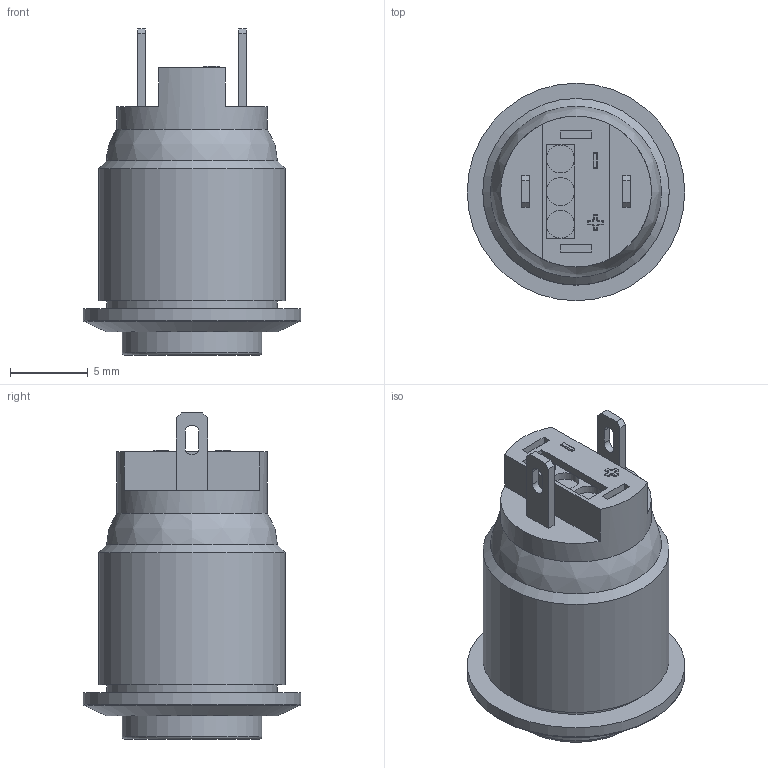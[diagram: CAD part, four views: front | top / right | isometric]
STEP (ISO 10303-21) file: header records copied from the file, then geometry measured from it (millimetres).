
FILE_DESCRIPTION((''),'2;1');
FILE_NAME('PV0H240SS.stp','2017-07-24T08:51:34',('mroman'),(''),'Autodesk Inventor 2012','Autodesk Inventor 2012','');
FILE_SCHEMA(('CONFIG_CONTROL_DESIGN'));
Length unit declared in the file: inch
Products named in the file (1): Part32
Bounding box: 14 x 14 x 21 mm (x, y, z)
Volume: 1751.9 mm3; surface area: 1000.8 mm2
Topology: 1 solids, 1 shells, 133 faces, 312 edges, 188 vertices
Faces by surface type: plane 68, cylinder 44, sphere 12, torus 6, cone 2, bspline 1
Full cylindrical faces by diameter (mm): 1.8 x3, 9 x1, 9.7 x1, 11 x1, 12 x1, 14 x1
Entity records: 3663 total; most frequent: DIRECTION 658, CARTESIAN_POINT 628, ORIENTED_EDGE 576, EDGE_CURVE 288, AXIS2_PLACEMENT_3D 237, VECTOR 184, LINE 184, VERTEX_POINT 180
